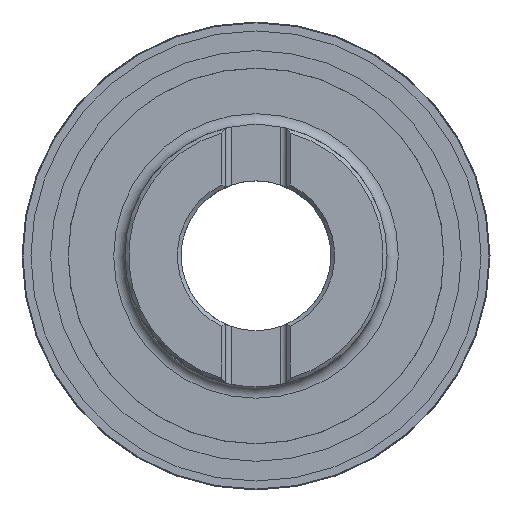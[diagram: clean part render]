
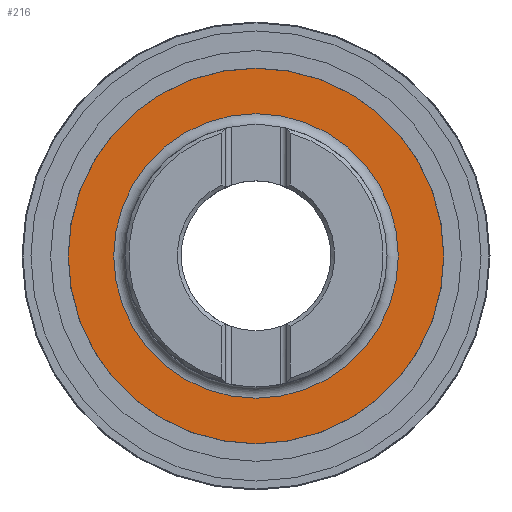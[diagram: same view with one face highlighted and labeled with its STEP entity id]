
A CAD part, top view. The second image highlights one B-rep face of the part: STEP entity #216.
In plain terms, the highlighted planar face has unit normal (0, 0, 1).
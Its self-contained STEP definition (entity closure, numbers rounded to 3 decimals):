
#101=FACE_BOUND('',#306,.T.);
#102=FACE_BOUND('',#307,.T.);
#216=ADVANCED_FACE('',(#101,#102),#268,.F.);
#268=PLANE('',#817);
#306=EDGE_LOOP('',(#448));
#307=EDGE_LOOP('',(#449));
#397=CIRCLE('',#815,38.);
#398=CIRCLE('',#816,60.8);
#448=ORIENTED_EDGE('',*,*,#683,.T.);
#449=ORIENTED_EDGE('',*,*,#684,.T.);
#618=VERTEX_POINT('',#1136);
#619=VERTEX_POINT('',#1138);
#683=EDGE_CURVE('',#618,#618,#397,.T.);
#684=EDGE_CURVE('',#619,#619,#398,.T.);
#815=AXIS2_PLACEMENT_3D('',#1135,#912,#913);
#816=AXIS2_PLACEMENT_3D('',#1137,#914,#915);
#817=AXIS2_PLACEMENT_3D('',#1139,#916,#917);
#912=DIRECTION('',(0.,0.,-1.));
#913=DIRECTION('',(-1.,0.,0.));
#914=DIRECTION('',(0.,0.,1.));
#915=DIRECTION('',(1.,0.,0.));
#916=DIRECTION('',(0.,0.,-1.));
#917=DIRECTION('',(-1.,0.,0.));
#1135=CARTESIAN_POINT('',(0.,0.,-44.3));
#1136=CARTESIAN_POINT('',(-38.,0.,-44.3));
#1137=CARTESIAN_POINT('',(0.,0.,-44.3));
#1138=CARTESIAN_POINT('',(60.8,0.,-44.3));
#1139=CARTESIAN_POINT('',(-60.8,0.,-44.3));
